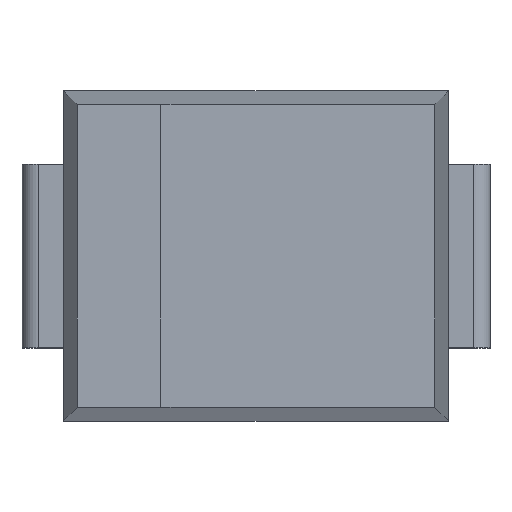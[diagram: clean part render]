
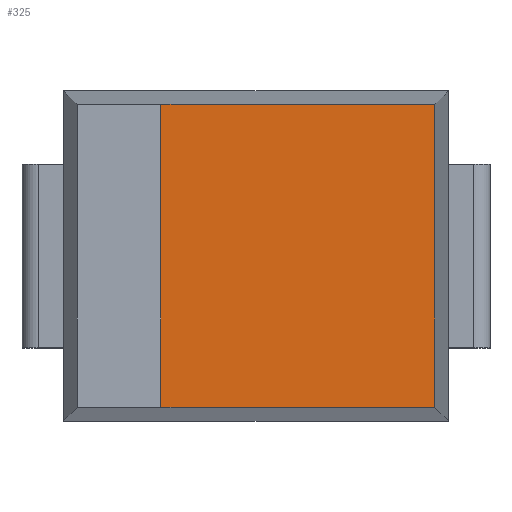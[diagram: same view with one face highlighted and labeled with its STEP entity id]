
A CAD part, top view. The second image highlights one B-rep face of the part: STEP entity #325.
In plain terms, the highlighted planar face has unit normal (0, 0, 1).
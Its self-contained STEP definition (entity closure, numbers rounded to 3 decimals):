
#7 = VERTEX_POINT ( 'NONE', #140 ) ;
#77 = AXIS2_PLACEMENT_3D ( 'NONE', #838, #1074, #1168 ) ;
#140 = CARTESIAN_POINT ( 'NONE',  ( -1.137, 1.812, 2.85 ) ) ;
#163 = VECTOR ( 'NONE', #1116, 1000. ) ;
#260 = CARTESIAN_POINT ( 'NONE',  ( 2.3, -1.812, 2.85 ) ) ;
#272 = ORIENTED_EDGE ( 'NONE', *, *, #1091, .T. ) ;
#307 = VERTEX_POINT ( 'NONE', #1303 ) ;
#325 = ADVANCED_FACE ( 'NONE', ( #703 ), #712, .T. ) ;
#349 = VECTOR ( 'NONE', #1196, 1000. ) ;
#355 = DIRECTION ( 'NONE',  ( 0., 1., 0. ) ) ;
#426 = VECTOR ( 'NONE', #355, 1000. ) ;
#490 = LINE ( 'NONE', #960, #1403 ) ;
#538 = EDGE_CURVE ( 'NONE', #307, #564, #757, .T. ) ;
#564 = VERTEX_POINT ( 'NONE', #1240 ) ;
#596 = EDGE_LOOP ( 'NONE', ( #869, #714, #959, #272 ) ) ;
#628 = CARTESIAN_POINT ( 'NONE',  ( 2.137, 1.975, 2.85 ) ) ;
#703 = FACE_OUTER_BOUND ( 'NONE', #596, .T. ) ;
#712 = PLANE ( 'NONE',  #77 ) ;
#714 = ORIENTED_EDGE ( 'NONE', *, *, #538, .T. ) ;
#757 = LINE ( 'NONE', #260, #163 ) ;
#807 = EDGE_CURVE ( 'NONE', #307, #7, #1290, .T. ) ;
#838 = CARTESIAN_POINT ( 'NONE',  ( 0., 0., 2.85 ) ) ;
#852 = LINE ( 'NONE', #628, #426 ) ;
#869 = ORIENTED_EDGE ( 'NONE', *, *, #807, .F. ) ;
#930 = CARTESIAN_POINT ( 'NONE',  ( -1.137, -1.812, 2.85 ) ) ;
#959 = ORIENTED_EDGE ( 'NONE', *, *, #1038, .T. ) ;
#960 = CARTESIAN_POINT ( 'NONE',  ( -2.3, 1.812, 2.85 ) ) ;
#981 = VERTEX_POINT ( 'NONE', #1242 ) ;
#1038 = EDGE_CURVE ( 'NONE', #564, #981, #852, .T. ) ;
#1074 = DIRECTION ( 'NONE',  ( 0., 0., 1. ) ) ;
#1091 = EDGE_CURVE ( 'NONE', #981, #7, #490, .T. ) ;
#1116 = DIRECTION ( 'NONE',  ( 1., 0., 0. ) ) ;
#1168 = DIRECTION ( 'NONE',  ( 1., 0., 0. ) ) ;
#1196 = DIRECTION ( 'NONE',  ( 0., 1., 0. ) ) ;
#1240 = CARTESIAN_POINT ( 'NONE',  ( 2.137, -1.812, 2.85 ) ) ;
#1242 = CARTESIAN_POINT ( 'NONE',  ( 2.137, 1.812, 2.85 ) ) ;
#1290 = LINE ( 'NONE', #930, #349 ) ;
#1303 = CARTESIAN_POINT ( 'NONE',  ( -1.137, -1.812, 2.85 ) ) ;
#1403 = VECTOR ( 'NONE', #1421, 1000. ) ;
#1421 = DIRECTION ( 'NONE',  ( -1., 0., 0. ) ) ;
